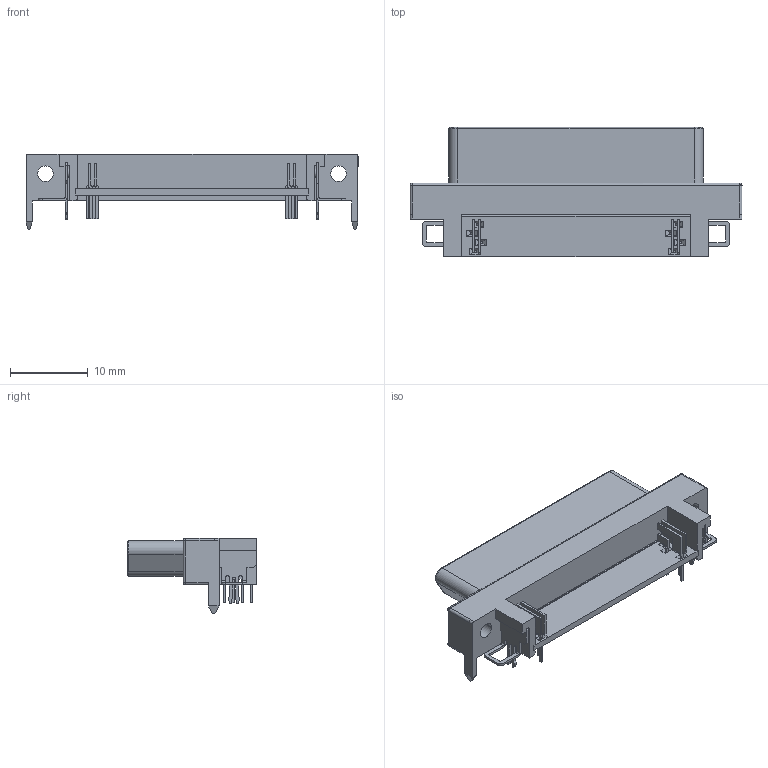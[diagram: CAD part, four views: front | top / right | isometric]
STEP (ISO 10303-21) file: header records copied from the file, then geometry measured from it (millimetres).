
FILE_DESCRIPTION((''),'2;1');
FILE_NAME('ALL BEST_R-HI-008068-2.stp','2013-10-01T14:22:58',(''),(''),'Mechanical Desktop 2011','Mechanical Desktop 2011',', , ');
FILE_SCHEMA(('AUTOMOTIVE_DESIGN { 1 2 10303 214 1 1 1 1 }'));
Length unit declared in the file: millimetre
Products named in the file (1): Product
Bounding box: 42.7 x 16.6 x 9.7 mm (x, y, z)
Volume: 1567.7 mm3; surface area: 3966.5 mm2
Topology: 23 solids, 23 shells, 577 faces, 1518 edges, 981 vertices
Faces by surface type: plane 442, cylinder 109, bspline 13, torus 8, sphere 5
Entity records: 17741 total; most frequent: CARTESIAN_POINT 3278, ORIENTED_EDGE 3024, DIRECTION 2876, EDGE_CURVE 1512, VECTOR 1270, LINE 1270, VERTEX_POINT 981, AXIS2_PLACEMENT_3D 803
